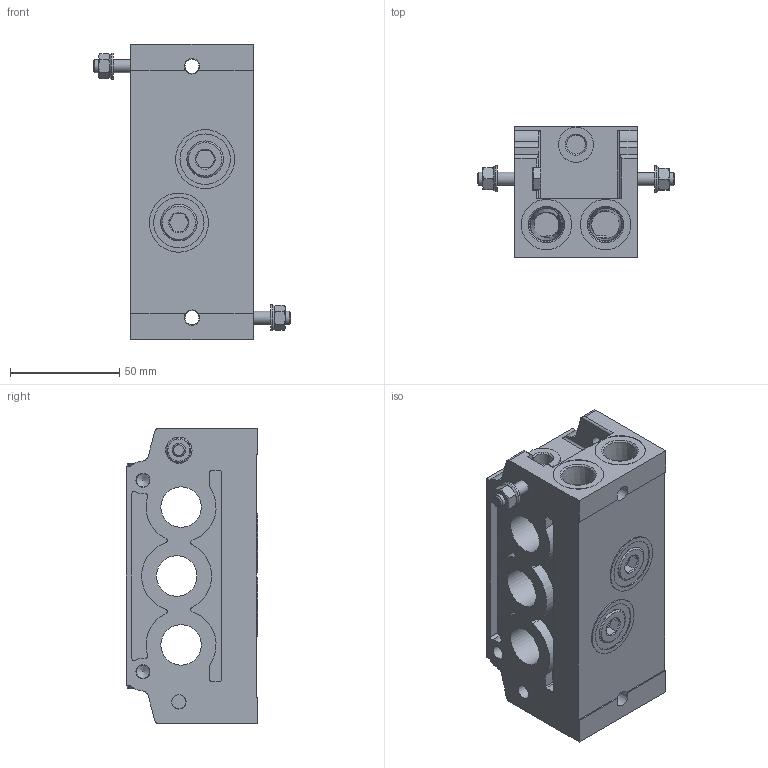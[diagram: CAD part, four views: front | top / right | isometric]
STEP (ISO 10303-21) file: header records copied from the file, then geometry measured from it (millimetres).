
FILE_DESCRIPTION(/* description */ ('STEP AP214'),/* implementation_level */ '2;1');
FILE_NAME(/* name */ '152790_NAVW-3_8-2-ISO',/* time_stamp */ '2024-09-11T21:30:49+02:00',/* author */ ('License CC BY-ND 4.0'),/* organization */ ('CADENAS'),/* preprocessor_version */ 'ST-DEVELOPER v19.3',/* originating_system */ 'PARTsolutions',/* authorisation */ ' ');
FILE_SCHEMA (('AUTOMOTIVE_DESIGN {1 0 10303 214 3 1 1}'));
Length unit declared in the file: millimetre
Products named in the file (6): 152790 NAVW-3/8-2-ISO; 152790 NAVW-3/8-2-ISO---(part); DIN 906 R3/8; Hexagon bolt DIN 933 - M6x25; DIN-125B-1 -6.4(F); DIN 934 - M6(F)
Assembly tree (9 placements, depth 2):
  152790 NAVW-3/8-2-ISO
    152790 NAVW-3/8-2-ISO---(part)
    DIN 906 R3/8  x2
    Hexagon bolt DIN 933 - M6x25  x2
    DIN-125B-1 -6.4(F)  x2
    DIN 934 - M6(F)  x2
Bounding box: 90 x 60 x 135 mm (x, y, z)
Volume: 304215.6 mm3; surface area: 70658.7 mm2
Topology: 9 solids, 9 shells, 345 faces, 830 edges, 543 vertices
Faces by surface type: plane 156, cylinder 112, cone 75, torus 2
Full cylindrical faces by diameter (mm): 4.917 x6, 6 x2, 6.4 x2, 8.566 x2, 8.88 x2, 10.2 x2, 12 x2, 13.2 x2, 14.95 x2, 16 x2, 18.5 x3, 23 x4, 27 x2, 28.7 x3
Entity records: 8310 total; most frequent: CARTESIAN_POINT 1556, DIRECTION 1428, ORIENTED_EDGE 1212, EDGE_CURVE 606, AXIS2_PLACEMENT_3D 569, VERTEX_POINT 444, FACE_BOUND 428, EDGE_LOOP 424
